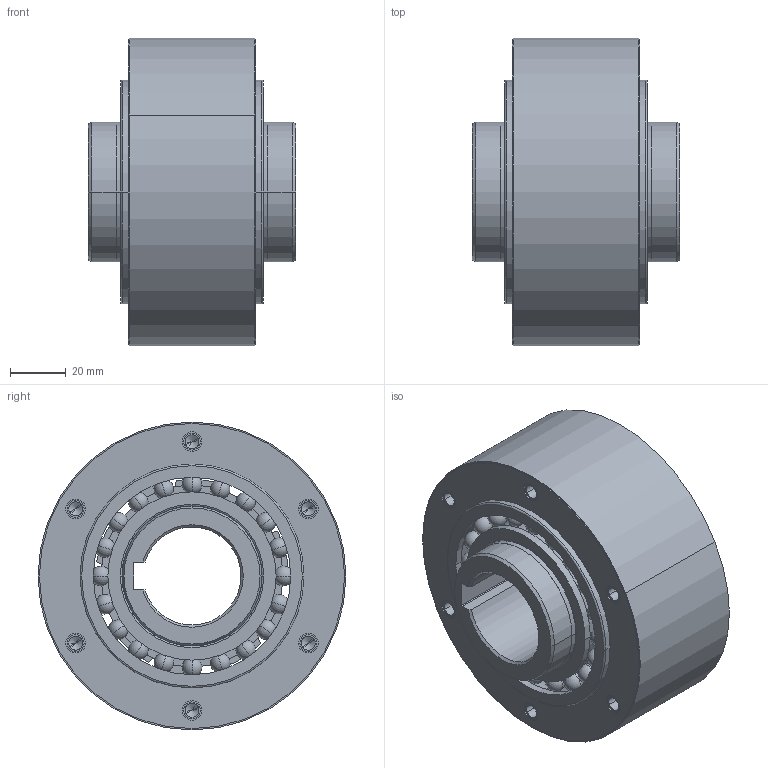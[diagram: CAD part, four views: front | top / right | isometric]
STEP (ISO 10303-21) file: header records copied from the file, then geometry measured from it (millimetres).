
FILE_DESCRIPTION((''),'2;1');
FILE_NAME('FREILAUF_GFR_35_ASM','2023-05-19T',('SYSTEM'),(''),'PRO/ENGINEER BY PARAMETRIC TECHNOLOGY CORPORATION, 2016360','PRO/ENGINEER BY PARAMETRIC TECHNOLOGY CORPORATION, 2016360','');
FILE_SCHEMA(('AUTOMOTIVE_DESIGN { 1 0 10303 214 1 1 1 1 }'));
Length unit declared in the file: millimetre
Products named in the file (14): STERN_AL_35_2A_NICO_1; DRUCKBOLZEN_AE20_1; DRUCKFEDER_AE20_5C_1; ANFED_KPL_AE20_6_AE20_5C_ASM_1_ASM; ROLLE_GFR_35_NICO_1; SCHEIBE_GFR_35_NICO_1; DIN625_A16010_AF0_1; DIN625_I16010_AF0_1; DIN625_K10_1; DIN625_16010_HD_ASM_1_ASM; A-RING_GFR_35B_1; DICHTRING_GFR_35_10_1; FREILAUF_GFR_35_NICO_ASM_1_ASM; FREILAUF_GFR_35_ASM
Assembly tree (48 placements, depth 4):
  FREILAUF_GFR_35_ASM
    FREILAUF_GFR_35_NICO_ASM_1_ASM
      STERN_AL_35_2A_NICO_1
      ANFED_KPL_AE20_6_AE20_5C_ASM_1_ASM  x10
        DRUCKBOLZEN_AE20_1
        DRUCKFEDER_AE20_5C_1
      ROLLE_GFR_35_NICO_1  x5
      SCHEIBE_GFR_35_NICO_1  x2
      DIN625_16010_HD_ASM_1_ASM  x2
        DIN625_A16010_AF0_1
        DIN625_I16010_AF0_1
        DIN625_K10_1
      A-RING_GFR_35B_1
      DICHTRING_GFR_35_10_1  x2
Bounding box: 74 x 110 x 110 mm (x, y, z)
Volume: 368272.2 mm3; surface area: 132534.1 mm2
Topology: 75 solids, 87 shells, 625 faces, 1561 edges, 930 vertices
Faces by surface type: cylinder 202, sphere 120, plane 109, cone 90, bspline 60, torus 44
Entity records: 10009 total; most frequent: CARTESIAN_POINT 2697, DIRECTION 1577, ORIENTED_EDGE 1118, AXIS2_PLACEMENT_3D 680, EDGE_CURVE 583, VERTEX_POINT 391, CIRCLE 324, EDGE_LOOP 314
